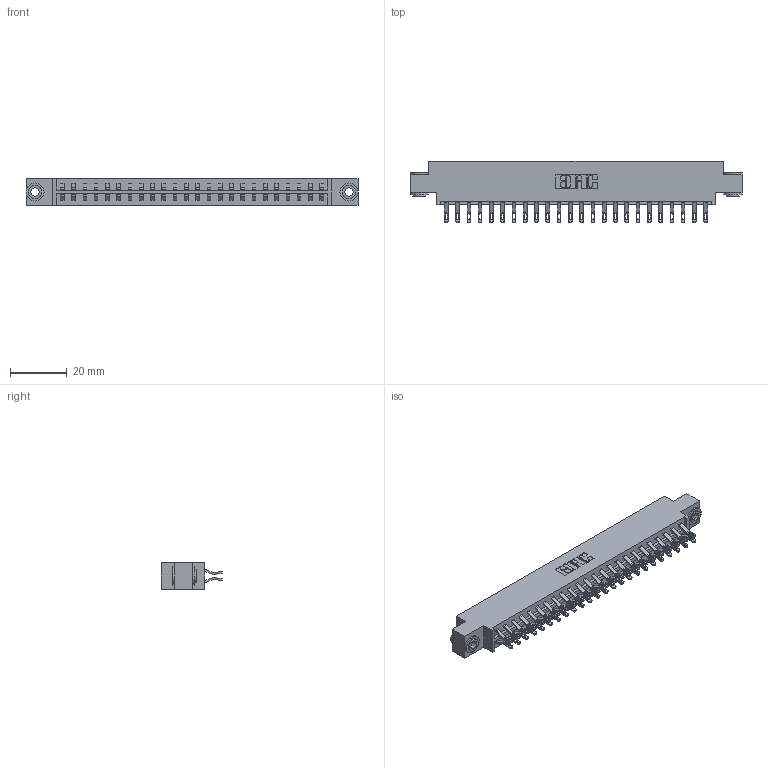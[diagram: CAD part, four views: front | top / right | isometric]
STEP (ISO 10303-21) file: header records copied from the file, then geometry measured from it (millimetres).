
FILE_DESCRIPTION (( 'STEP AP203' ), '1' );
FILE_NAME ('833-048-555-803.STEP', '2020-06-04T16:22:32', ( '' ), ( '' ), 'SwSTEP 2.0', 'SolidWorks 2020', '' );
FILE_SCHEMA (( 'CONFIG_CONTROL_DESIGN' ));
Length unit declared in the file: inch
Products named in the file (4): 345-292-001_555 Tail; 345-250-002_345-250-002-102; 833 Part_Offset - .156 Dia - TH; 833-048-555-803
Assembly tree (51 placements, depth 2):
  833-048-555-803
    833 Part_Offset - .156 Dia - TH
    345-292-001_555 Tail  x48
    345-250-002_345-250-002-102  x2
Bounding box: 116.64 x 21.47 x 9.4 mm (x, y, z)
Volume: 11670.4 mm3; surface area: 14566.3 mm2
Topology: 51 solids, 51 shells, 2940 faces, 9183 edges, 6118 vertices
Faces by surface type: plane 1716, cylinder 1216, cone 8
Entity records: 18876 total; most frequent: CARTESIAN_POINT 3163, ORIENTED_EDGE 3062, DIRECTION 2737, EDGE_CURVE 1531, LINE 1359, VECTOR 1359, VERTEX_POINT 1018, AXIS2_PLACEMENT_3D 689
